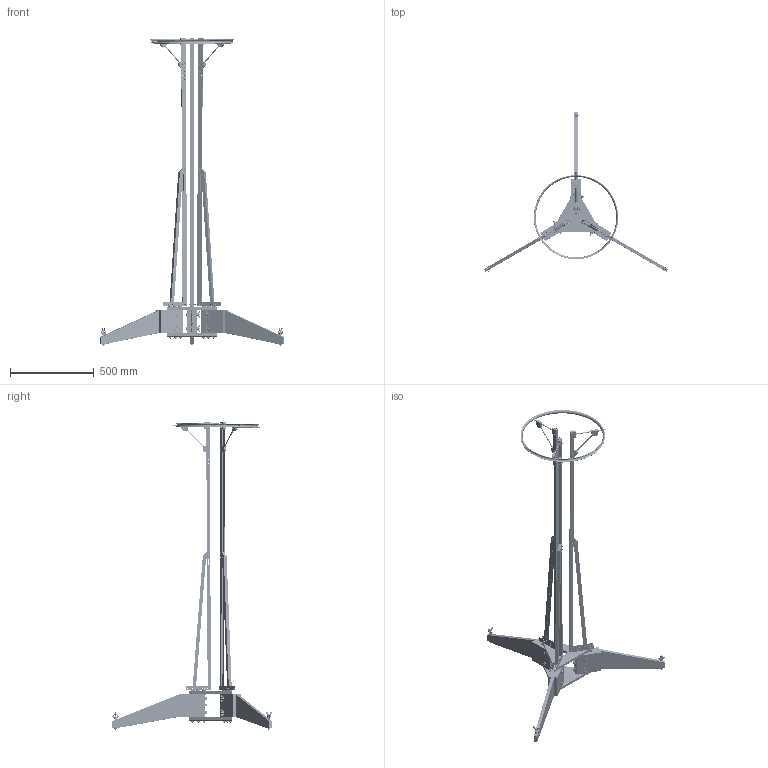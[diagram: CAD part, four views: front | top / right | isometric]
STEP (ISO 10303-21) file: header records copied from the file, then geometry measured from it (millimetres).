
FILE_DESCRIPTION((''),'2;1');
FILE_NAME('Startrampe_komplett.stp','2012-05-17T12:01:15',('TSG'),(''),'','','');
FILE_SCHEMA(('AUTOMOTIVE_DESIGN { 1 0 10303 214 1 1 1 1 }'));
Length unit declared in the file: millimetre
Products named in the file (36): Startrampe_komplett.iam (Detailgenauigkeit2); Startrampe_Grundkörper.iam (Detailgenauigkeit1); Deckplatte; Gewindestange_M8_100mm; Grundplatte; Vierkant_15x15_100mm_mit_Bohrung_für_Füße; Vierkant_15x15_100mm_für_Füße; DIN 934 - ersetzt durch DIN EN 24032/28673/28674 M8; DIN 126 9; Winkel_20x20_150mm; DIN 9021 8,4; Libelle; Startrampe_Fuß; Standbein_Fuß; Standbein_Block_Halter; Standbein_Kupferrohr; Gewindestange_M8_100; DIN 315 M8; DIN EN 24017 M8 x 80; Fuehrungen_Zusammenbau; Winkel_20x20_1600mm; Aluhalter_Streben; Winkel_20x20_800mm; DIN 912 - ersetzt durch DIN EN ISO 4762 M4 x 25; DIN 125-1 A A 4,3; DIN 934 - ersetzt durch DIN EN 24032/28673/28674 M4; Aluhalter_Ring; Aluhalter_Ring_unten; Gewindestange_M6; Aluhalter_Ring_außen; Gewindestange_M6_kurz; DIN 934 - ersetzt durch DIN EN 24032/28673/28674 M6; DIN 125-1 A A 6,4; quergewindebolzen; DIN 912 - ersetzt durch DIN EN ISO 4762 M4 x 35; Fahrradfelge_ca_20zoll
Assembly tree (263 placements, depth 3):
  Startrampe_komplett.iam (Detailgenauigkeit2)
    Startrampe_Grundkörper.iam (Detailgenauigkeit1)
      Deckplatte
      Gewindestange_M8_100mm  x9
      Grundplatte
      Vierkant_15x15_100mm_mit_Bohrung_für_Füße  x6
      Vierkant_15x15_100mm_für_Füße  x3
      DIN 934 - ersetzt durch DIN EN 24032/28673/28674 M8  x90
      DIN 126 9  x9
      Winkel_20x20_150mm  x3
      DIN 9021 8,4  x36
      Libelle
    Startrampe_Fuß  x3
      Standbein_Fuß
      Standbein_Block_Halter
      Standbein_Kupferrohr
      Gewindestange_M8_100
      DIN 315 M8
      DIN 934 - ersetzt durch DIN EN 24032/28673/28674 M8
      DIN EN 24017 M8 x 80
      DIN 9021 8,4
    Fuehrungen_Zusammenbau  x3
      Winkel_20x20_1600mm
      Aluhalter_Streben
      Winkel_20x20_800mm
      DIN 912 - ersetzt durch DIN EN ISO 4762 M4 x 25
      DIN 125-1 A A 4,3
      DIN 934 - ersetzt durch DIN EN 24032/28673/28674 M4
      Aluhalter_Ring
      Aluhalter_Ring_unten
      Gewindestange_M6
      Aluhalter_Ring_außen
      Gewindestange_M6_kurz
      DIN 934 - ersetzt durch DIN EN 24032/28673/28674 M6
      DIN 125-1 A A 6,4
      quergewindebolzen
    DIN 912 - ersetzt durch DIN EN ISO 4762 M4 x 35  x6
    DIN 125-1 A A 4,3  x12
    DIN 934 - ersetzt durch DIN EN 24032/28673/28674 M4  x6
    Fahrradfelge_ca_20zoll
    DIN 934 - ersetzt durch DIN EN 24032/28673/28674 M6  x6
    DIN 125-1 A A 6,4  x6
Bounding box: 1100.19 x 953.21 x 1841.03 mm (x, y, z)
Volume: 7298627.9 mm3; surface area: 2280685.6 mm2
Topology: 376 solids, 376 shells, 4293 faces, 9540 edges, 6029 vertices
Faces by surface type: plane 2525, cone 791, bspline 535, cylinder 394, torus 48
Full cylindrical faces by diameter (mm): 4 x27, 4.3 x54, 6 x9, 6.4 x15, 6.647 x12, 7 x27, 8 x21, 8.4 x48, 9 x54, 10 x9, 11.63 x6, 12 x15, 13 x1, 15 x2, 16 x9, 24 x48, 50 x1
Entity records: 20358 total; most frequent: CARTESIAN_POINT 6275, DIRECTION 2777, ORIENTED_EDGE 2058, AXIS2_PLACEMENT_3D 1083, EDGE_CURVE 1029, EDGE_LOOP 977, VERTEX_POINT 730, VECTOR 611
